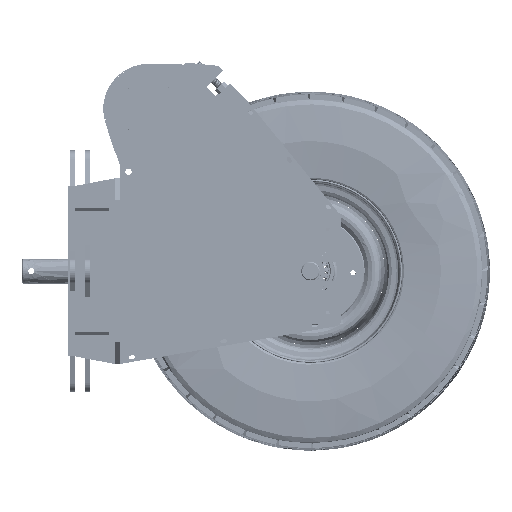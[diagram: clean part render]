
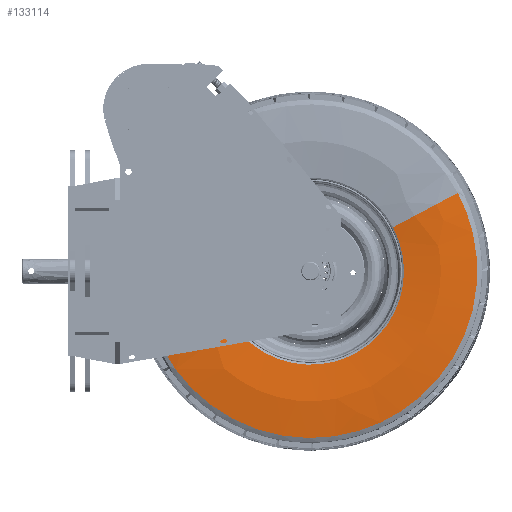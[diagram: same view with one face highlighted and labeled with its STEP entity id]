
A CAD part, left-side view. The second image highlights one B-rep face of the part: STEP entity #133114.
In plain terms, the highlighted free-form (B-spline) face has degree [2, 2] with [5, 3] control points.
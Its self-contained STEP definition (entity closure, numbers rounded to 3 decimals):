
#133076 = VERTEX_POINT('',#133077);
#133077 = CARTESIAN_POINT('',(-221.568,-564.086,
    -161.594));
#133083 = EDGE_CURVE('',#133084,#133076,#133086,.T.);
#133084 = VERTEX_POINT('',#133085);
#133085 = CARTESIAN_POINT('',(-221.568,-1172.135,
    161.594));
#133086 = ( BOUNDED_CURVE() B_SPLINE_CURVE(2,(#133087,#133088,#133089,
#133090,#133091),.UNSPECIFIED.,.F.,.F.) B_SPLINE_CURVE_WITH_KNOTS((3,2,3
),(0.,1.571,3.142),.PIECEWISE_BEZIER_KNOTS.) CURVE() 
GEOMETRIC_REPRESENTATION_ITEM() RATIONAL_B_SPLINE_CURVE((1.,
0.707,1.,0.707,1.)) REPRESENTATION_ITEM('') );
#133087 = CARTESIAN_POINT('',(-221.568,-1172.135,
    161.594));
#133088 = CARTESIAN_POINT('',(-221.568,-1333.729,
    -142.431));
#133089 = CARTESIAN_POINT('',(-221.568,-1029.704,
    -304.025));
#133090 = CARTESIAN_POINT('',(-221.568,-725.68,
    -465.619));
#133091 = CARTESIAN_POINT('',(-221.568,-564.086,
    -161.594));
#133114 = ADVANCED_FACE('',(#133115),#133142,.T.);
#133115 = FACE_BOUND('',#133116,.T.);
#133116 = EDGE_LOOP('',(#133117,#133129,#133135,#133136));
#133117 = ORIENTED_EDGE('',*,*,#133118,.T.);
#133118 = EDGE_CURVE('',#133119,#133121,#133123,.T.);
#133119 = VERTEX_POINT('',#133120);
#133120 = CARTESIAN_POINT('',(-221.801,-325.963,
    -288.16));
#133121 = VERTEX_POINT('',#133122);
#133122 = CARTESIAN_POINT('',(-221.801,-1410.257,
    288.16));
#133123 = ( BOUNDED_CURVE() B_SPLINE_CURVE(2,(#133124,#133125,#133126,
#133127,#133128),.UNSPECIFIED.,.F.,.F.) B_SPLINE_CURVE_WITH_KNOTS((3,2,3
),(0.,1.571,3.142),.PIECEWISE_BEZIER_KNOTS.) CURVE() 
GEOMETRIC_REPRESENTATION_ITEM() RATIONAL_B_SPLINE_CURVE((1.,
0.707,1.,0.707,1.)) REPRESENTATION_ITEM('') );
#133124 = CARTESIAN_POINT('',(-221.801,-325.963,
    -288.16));
#133125 = CARTESIAN_POINT('',(-221.801,-614.123,
    -830.307));
#133126 = CARTESIAN_POINT('',(-221.801,-1156.27,
    -542.147));
#133127 = CARTESIAN_POINT('',(-221.801,-1698.417,
    -253.987));
#133128 = CARTESIAN_POINT('',(-221.801,-1410.257,
    288.16));
#133129 = ORIENTED_EDGE('',*,*,#133130,.T.);
#133130 = EDGE_CURVE('',#133121,#133084,#133131,.T.);
#133131 = ( BOUNDED_CURVE() B_SPLINE_CURVE(2,(#133132,#133133,#133134),
.UNSPECIFIED.,.F.,.F.) B_SPLINE_CURVE_WITH_KNOTS((3,3),(4.555,
4.872),.PIECEWISE_BEZIER_KNOTS.) CURVE() 
GEOMETRIC_REPRESENTATION_ITEM() RATIONAL_B_SPLINE_CURVE((1.,
0.987,1.)) REPRESENTATION_ITEM('') );
#133132 = CARTESIAN_POINT('',(-221.801,-1410.257,
    288.16));
#133133 = CARTESIAN_POINT('',(-243.232,-1291.18,
    224.868));
#133134 = CARTESIAN_POINT('',(-221.568,-1172.135,
    161.594));
#133135 = ORIENTED_EDGE('',*,*,#133083,.T.);
#133136 = ORIENTED_EDGE('',*,*,#133137,.F.);
#133137 = EDGE_CURVE('',#133119,#133076,#133138,.T.);
#133138 = ( BOUNDED_CURVE() B_SPLINE_CURVE(2,(#133139,#133140,#133141),
.UNSPECIFIED.,.F.,.F.) B_SPLINE_CURVE_WITH_KNOTS((3,3),(6.126,
6.443),.PIECEWISE_BEZIER_KNOTS.) CURVE() 
GEOMETRIC_REPRESENTATION_ITEM() RATIONAL_B_SPLINE_CURVE((1.,
0.987,1.)) REPRESENTATION_ITEM('') );
#133139 = CARTESIAN_POINT('',(-221.801,-325.963,
    -288.16));
#133140 = CARTESIAN_POINT('',(-243.232,-445.041,
    -224.868));
#133141 = CARTESIAN_POINT('',(-221.568,-564.086,
    -161.594));
#133142 = ( BOUNDED_SURFACE() B_SPLINE_SURFACE(2,2,(
    (#133143,#133144,#133145)
    ,(#133146,#133147,#133148)
    ,(#133149,#133150,#133151)
    ,(#133152,#133153,#133154)
    ,(#133155,#133156,#133157
)),.UNSPECIFIED.,.F.,.F.,.F.) B_SPLINE_SURFACE_WITH_KNOTS((3,2,3),(3,3),
  (0.,1.571,3.142),(1.413,1.73),
.PIECEWISE_BEZIER_KNOTS.) GEOMETRIC_REPRESENTATION_ITEM() 
RATIONAL_B_SPLINE_SURFACE((
    (1.,0.987,1.)
    ,(0.707,0.698,0.707)
    ,(1.,0.987,1.)
    ,(0.707,0.698,0.707)
,(1.,0.987,1.))) REPRESENTATION_ITEM('') SURFACE() );
#133143 = CARTESIAN_POINT('',(-221.801,-325.963,
    -288.16));
#133144 = CARTESIAN_POINT('',(-243.232,-445.041,
    -224.868));
#133145 = CARTESIAN_POINT('',(-221.568,-564.086,
    -161.594));
#133146 = CARTESIAN_POINT('',(-221.801,-614.123,
    -830.307));
#133147 = CARTESIAN_POINT('',(-243.232,-669.909,
    -647.938));
#133148 = CARTESIAN_POINT('',(-221.568,-725.68,
    -465.619));
#133149 = CARTESIAN_POINT('',(-221.801,-1156.27,
    -542.147));
#133150 = CARTESIAN_POINT('',(-243.232,-1092.979,
    -423.069));
#133151 = CARTESIAN_POINT('',(-221.568,-1029.704,
    -304.025));
#133152 = CARTESIAN_POINT('',(-221.801,-1698.417,
    -253.987));
#133153 = CARTESIAN_POINT('',(-243.232,-1516.048,
    -198.201));
#133154 = CARTESIAN_POINT('',(-221.568,-1333.729,
    -142.431));
#133155 = CARTESIAN_POINT('',(-221.801,-1410.257,
    288.16));
#133156 = CARTESIAN_POINT('',(-243.232,-1291.18,
    224.868));
#133157 = CARTESIAN_POINT('',(-221.568,-1172.135,
    161.594));
